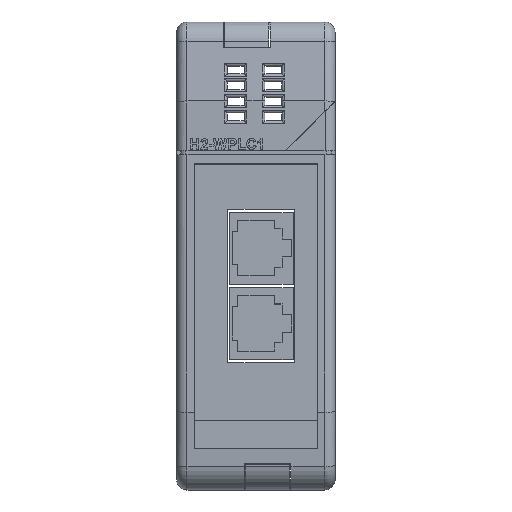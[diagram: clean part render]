
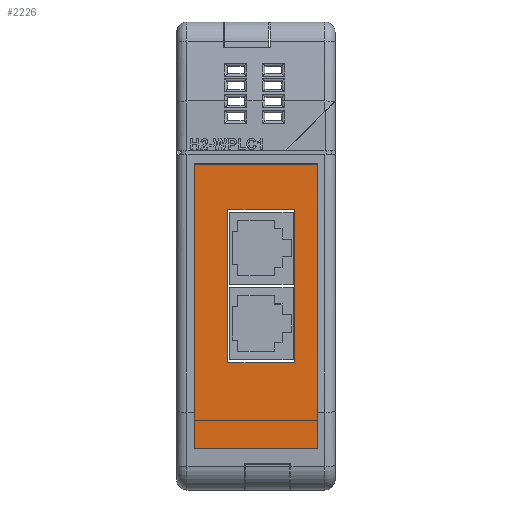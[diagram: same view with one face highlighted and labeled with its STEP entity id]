
A CAD part, top view. The second image highlights one B-rep face of the part: STEP entity #2226.
In plain terms, the highlighted planar face has unit normal (0, 0, 1).
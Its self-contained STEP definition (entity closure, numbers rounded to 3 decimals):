
#2168 = VERTEX_POINT ( 'NONE', #10566 ) ;
#2169 = VERTEX_POINT ( 'NONE', #10561 ) ;
#2170 = ORIENTED_EDGE ( 'NONE', *, *, #2171, .F. ) ;
#2171 = EDGE_CURVE ( 'NONE', #2172, #2168, #10560, .T. ) ;
#2172 = VERTEX_POINT ( 'NONE', #10640 ) ;
#2209 = EDGE_CURVE ( 'NONE', #2272, #2265, #10668, .T. ) ;
#2216 = ORIENTED_EDGE ( 'NONE', *, *, #2217, .F. ) ;
#2217 = EDGE_CURVE ( 'NONE', #2218, #2172, #10683, .T. ) ;
#2218 = VERTEX_POINT ( 'NONE', #10712 ) ;
#2219 = ORIENTED_EDGE ( 'NONE', *, *, #2220, .F. ) ;
#2220 = EDGE_CURVE ( 'NONE', #2169, #2218, #10710, .T. ) ;
#2221 = EDGE_LOOP ( 'NONE', ( #2222, #2267, #2270, #2273 ) ) ;
#2222 = ORIENTED_EDGE ( 'NONE', *, *, #2264, .T. ) ;
#2226 = ADVANCED_FACE ( 'NONE', ( #10706, #10705 ), #10739, .T. ) ;
#2227 = EDGE_LOOP ( 'NONE', ( #2228, #2170, #2216, #2219 ) ) ;
#2228 = ORIENTED_EDGE ( 'NONE', *, *, #2229, .F. ) ;
#2229 = EDGE_CURVE ( 'NONE', #2168, #2169, #10827, .T. ) ;
#2264 = EDGE_CURVE ( 'NONE', #2265, #2266, #10820, .T. ) ;
#2265 = VERTEX_POINT ( 'NONE', #10863 ) ;
#2266 = VERTEX_POINT ( 'NONE', #10862 ) ;
#2267 = ORIENTED_EDGE ( 'NONE', *, *, #2268, .T. ) ;
#2268 = EDGE_CURVE ( 'NONE', #2266, #2269, #10861, .T. ) ;
#2269 = VERTEX_POINT ( 'NONE', #10857 ) ;
#2270 = ORIENTED_EDGE ( 'NONE', *, *, #2271, .T. ) ;
#2271 = EDGE_CURVE ( 'NONE', #2269, #2272, #10856, .T. ) ;
#2272 = VERTEX_POINT ( 'NONE', #10852 ) ;
#2273 = ORIENTED_EDGE ( 'NONE', *, *, #2209, .T. ) ;
#10238 = DIRECTION ( 'NONE',  ( -1., 0., 0. ) ) ;
#10239 = VECTOR ( 'NONE', #10238, 1000. ) ;
#10246 = CARTESIAN_POINT ( 'NONE',  ( 10.375, 13.398, 3.614 ) ) ;
#10560 = LINE ( 'NONE', #10246, #10239 ) ;
#10561 = CARTESIAN_POINT ( 'NONE',  ( 10.375, -16.102, 3.614 ) ) ;
#10566 = CARTESIAN_POINT ( 'NONE',  ( 10.375, 13.398, 3.614 ) ) ;
#10640 = CARTESIAN_POINT ( 'NONE',  ( 23.125, 13.398, 3.614 ) ) ;
#10665 = DIRECTION ( 'NONE',  ( -1., 0., 0. ) ) ;
#10666 = VECTOR ( 'NONE', #10665, 1000. ) ;
#10667 = CARTESIAN_POINT ( 'NONE',  ( 27.625, 22.148, 3.614 ) ) ;
#10668 = LINE ( 'NONE', #10667, #10666 ) ;
#10683 = LINE ( 'NONE', #10715, #10714 ) ;
#10705 = FACE_OUTER_BOUND ( 'NONE', #2221, .T. ) ;
#10706 = FACE_BOUND ( 'NONE', #2227, .T. ) ;
#10707 = DIRECTION ( 'NONE',  ( 1., 0., 0. ) ) ;
#10708 = VECTOR ( 'NONE', #10707, 1000. ) ;
#10709 = CARTESIAN_POINT ( 'NONE',  ( 10.375, -16.102, 3.614 ) ) ;
#10710 = LINE ( 'NONE', #10709, #10708 ) ;
#10712 = CARTESIAN_POINT ( 'NONE',  ( 23.125, -16.102, 3.614 ) ) ;
#10713 = DIRECTION ( 'NONE',  ( 0., 1., 0. ) ) ;
#10714 = VECTOR ( 'NONE', #10713, 1000. ) ;
#10715 = CARTESIAN_POINT ( 'NONE',  ( 23.125, 13.398, 3.614 ) ) ;
#10739 = PLANE ( 'NONE',  #10816 ) ;
#10798 = DIRECTION ( 'NONE',  ( 0., 0., 1. ) ) ;
#10816 = AXIS2_PLACEMENT_3D ( 'NONE', #10819, #10798, #10818 ) ;
#10818 = DIRECTION ( 'NONE',  ( 1., 0., 0. ) ) ;
#10819 = CARTESIAN_POINT ( 'NONE',  ( 3.875, 22.148, 3.614 ) ) ;
#10820 = LINE ( 'NONE', #10866, #10865 ) ;
#10827 = LINE ( 'NONE', #10894, #10893 ) ;
#10852 = CARTESIAN_POINT ( 'NONE',  ( 27.625, 22.148, 3.614 ) ) ;
#10853 = DIRECTION ( 'NONE',  ( 0., 1., 0. ) ) ;
#10854 = VECTOR ( 'NONE', #10853, 1000. ) ;
#10855 = CARTESIAN_POINT ( 'NONE',  ( 27.625, 34.27, 3.614 ) ) ;
#10856 = LINE ( 'NONE', #10855, #10854 ) ;
#10857 = CARTESIAN_POINT ( 'NONE',  ( 27.625, -32.602, 3.614 ) ) ;
#10858 = DIRECTION ( 'NONE',  ( 1., 0., 0. ) ) ;
#10859 = VECTOR ( 'NONE', #10858, 1000. ) ;
#10860 = CARTESIAN_POINT ( 'NONE',  ( 27.625, -32.602, 3.614 ) ) ;
#10861 = LINE ( 'NONE', #10860, #10859 ) ;
#10862 = CARTESIAN_POINT ( 'NONE',  ( 3.875, -32.602, 3.614 ) ) ;
#10863 = CARTESIAN_POINT ( 'NONE',  ( 3.875, 22.148, 3.614 ) ) ;
#10864 = DIRECTION ( 'NONE',  ( 0., -1., 0. ) ) ;
#10865 = VECTOR ( 'NONE', #10864, 1000. ) ;
#10866 = CARTESIAN_POINT ( 'NONE',  ( 3.875, -32.602, 3.614 ) ) ;
#10892 = DIRECTION ( 'NONE',  ( 0., -1., 0. ) ) ;
#10893 = VECTOR ( 'NONE', #10892, 1000. ) ;
#10894 = CARTESIAN_POINT ( 'NONE',  ( 10.375, 13.398, 3.614 ) ) ;
